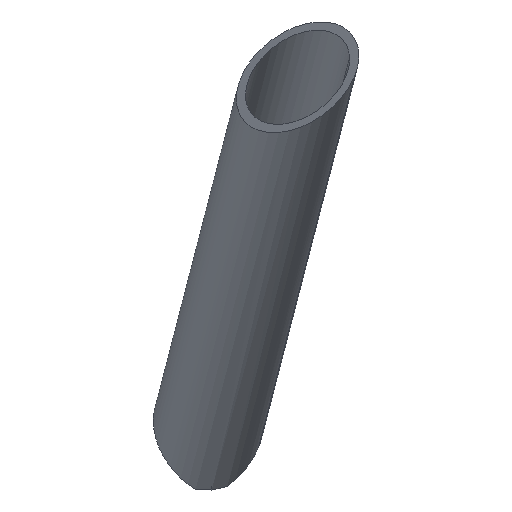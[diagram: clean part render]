
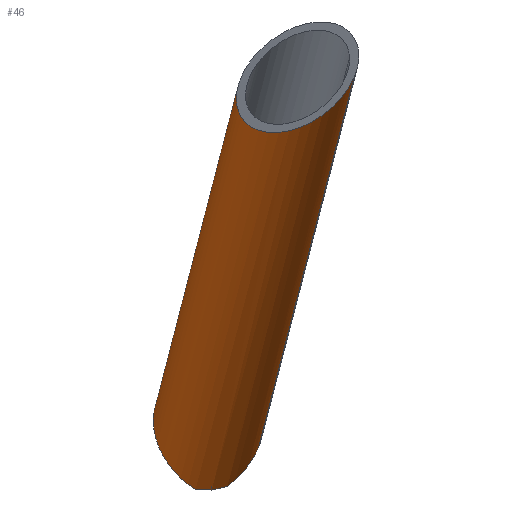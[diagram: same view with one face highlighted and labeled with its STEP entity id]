
A CAD part, top view. The second image highlights one B-rep face of the part: STEP entity #46.
In plain terms, the highlighted cylindrical face has radius 10 mm (diameter 20 mm), a partial arc.
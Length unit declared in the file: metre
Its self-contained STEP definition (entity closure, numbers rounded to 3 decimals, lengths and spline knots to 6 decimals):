
#46=ADVANCED_FACE('0:30',(#88),#89,.T.);
#88=FACE_OUTER_BOUND('',#124,.T.);
#89=CYLINDRICAL_SURFACE('',#125,0.01);
#124=EDGE_LOOP('',(#195,#196,#197,#198,#199));
#125=AXIS2_PLACEMENT_3D('',#200,#201,#202);
#195=ORIENTED_EDGE('',*,*,#230,.T.);
#196=ORIENTED_EDGE('',*,*,#255,.T.);
#197=ORIENTED_EDGE('',*,*,#252,.F.);
#198=ORIENTED_EDGE('',*,*,#233,.T.);
#199=ORIENTED_EDGE('',*,*,#256,.T.);
#200=CARTESIAN_POINT('',(-1.642375,0.272582,0.109308));
#201=DIRECTION('',(0.1,0.385,0.918));
#202=DIRECTION('',(-0.918,0.392,-0.065));
#230=EDGE_CURVE('',#270,#271,#272,.T.);
#233=EDGE_CURVE('',#277,#275,#278,.T.);
#252=EDGE_CURVE('',#277,#305,#306,.T.);
#255=EDGE_CURVE('',#271,#305,#309,.T.);
#256=EDGE_CURVE('',#275,#270,#310,.T.);
#270=VERTEX_POINT('',#370);
#271=VERTEX_POINT('',#371);
#272=LINE('',#372,#373);
#275=VERTEX_POINT('',#376);
#277=VERTEX_POINT('',#378);
#278=LINE('',#379,#380);
#305=VERTEX_POINT('',#635);
#306=ELLIPSE('',#636,0.014167,0.01);
#309=ELLIPSE('',#639,0.013486,0.01);
#310=ELLIPSE('',#640,0.014905,0.01);
#370=CARTESIAN_POINT('',(-1.649193,0.285604,0.130375));
#371=CARTESIAN_POINT('',(-1.664345,0.227136,-0.009113));
#372=CARTESIAN_POINT('',(-1.651551,0.276503,0.108662));
#373=VECTOR('',#651,1.0);
#376=CARTESIAN_POINT('',(-1.628807,0.285604,0.150376));
#378=CARTESIAN_POINT('',(-1.64605,0.219071,-0.008356));
#379=CARTESIAN_POINT('',(-1.633198,0.268662,0.109955));
#380=VECTOR('',#658,1.0);
#635=CARTESIAN_POINT('',(-1.654487,0.2114,-0.011033));
#636=AXIS2_PLACEMENT_3D('',#680,#681,#682);
#639=AXIS2_PLACEMENT_3D('',#686,#687,#688);
#640=AXIS2_PLACEMENT_3D('',#689,#690,#691);
#651=DIRECTION('',(-0.1,-0.385,-0.918));
#658=DIRECTION('',(0.1,0.385,0.918));
#680=CARTESIAN_POINT('',(-1.656,0.220006,-0.016125));
#681=DIRECTION('',(0.605,-0.111,-0.788));
#682=DIRECTION('',(0.744,0.432,0.51));
#686=CARTESIAN_POINT('',(-1.656,0.220006,-0.016125));
#687=DIRECTION('',(0.742,0.259,0.619));
#688=DIRECTION('',(-0.671,0.287,0.684));
#689=CARTESIAN_POINT('',(-1.639,0.285604,0.140375));
#690=DIRECTION('',(0.671,-0.287,-0.684));
#691=DIRECTION('',(-0.742,-0.259,-0.619));
